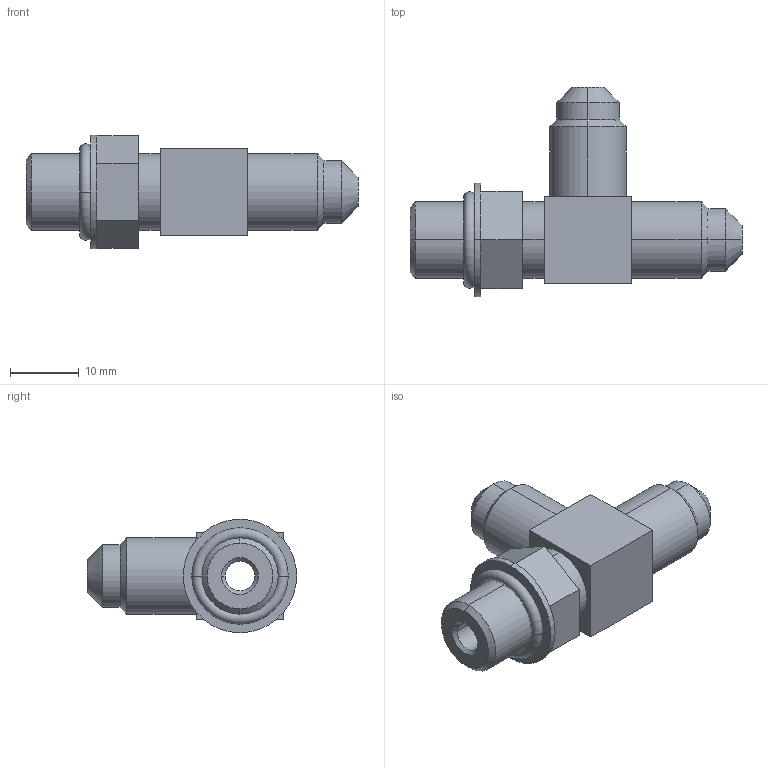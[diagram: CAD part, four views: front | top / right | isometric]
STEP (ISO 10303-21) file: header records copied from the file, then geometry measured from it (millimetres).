
FILE_DESCRIPTION((''),'2;1');
FILE_NAME('ILC30231544','2005-08-23T',('KR'),(''),'PRO/ENGINEER BY PARAMETRIC TECHNOLOGY CORPORATION, 2004290','PRO/ENGINEER BY PARAMETRIC TECHNOLOGY CORPORATION, 2004290','');
FILE_SCHEMA(('AUTOMOTIVE_DESIGN_CC2 { 1 2 10303 214 -1 1 5 2 }'));
Length unit declared in the file: inch
Products named in the file (1): ILC30231544
Bounding box: 48.32 x 30.48 x 16.51 mm (x, y, z)
Volume: 6219 mm3; surface area: 3837.7 mm2
Topology: 1 solids, 2 shells, 61 faces, 141 edges, 86 vertices
Faces by surface type: cylinder 22, plane 19, cone 16, torus 4
Entity records: 2405 total; most frequent: CARTESIAN_POINT 344, DIRECTION 319, ORIENTED_EDGE 282, PRESENTATION_STYLE_ASSIGNMENT 148, STYLED_ITEM 142, CURVE_STYLE 141, EDGE_CURVE 141, AXIS2_PLACEMENT_3D 125
